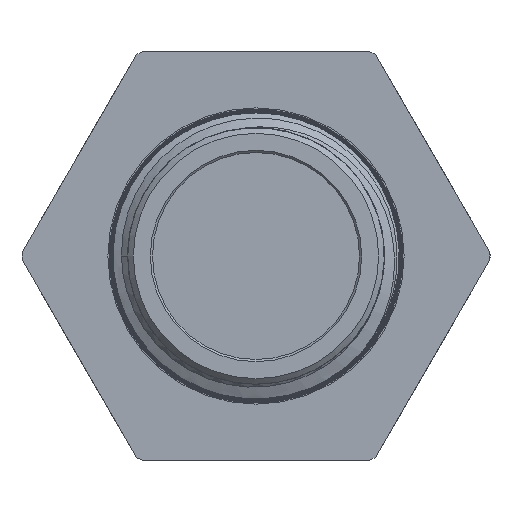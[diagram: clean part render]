
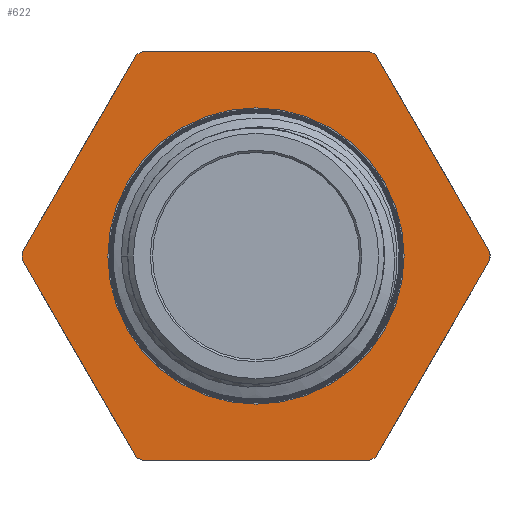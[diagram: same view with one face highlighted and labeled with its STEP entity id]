
A CAD part, left-side view. The second image highlights one B-rep face of the part: STEP entity #622.
In plain terms, the highlighted planar face has unit normal (-1, 0, 0).
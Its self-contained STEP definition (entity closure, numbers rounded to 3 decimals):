
#36=LINE('',#7950,#54);
#40=LINE('',#7975,#58);
#43=LINE('',#7990,#61);
#46=LINE('',#8005,#64);
#49=LINE('',#8020,#67);
#52=LINE('',#8035,#70);
#54=VECTOR('',#745,10.);
#58=VECTOR('',#751,10.);
#61=VECTOR('',#756,10.);
#64=VECTOR('',#761,10.);
#67=VECTOR('',#766,10.);
#70=VECTOR('',#771,10.);
#80=PLANE('',#689);
#96=FACE_BOUND('',#179,.T.);
#133=FACE_OUTER_BOUND('',#178,.T.);
#178=EDGE_LOOP('',(#532,#533,#534,#535,#536,#537,#538,#539,#540,#541,#542,
#543));
#179=EDGE_LOOP('',(#544));
#218=CIRCLE('',#680,21.525);
#219=CIRCLE('',#682,21.525);
#220=CIRCLE('',#684,21.525);
#221=CIRCLE('',#686,21.525);
#222=CIRCLE('',#688,21.525);
#223=CIRCLE('',#690,21.525);
#224=CIRCLE('',#691,13.625);
#282=VERTEX_POINT('',#7948);
#283=VERTEX_POINT('',#7949);
#290=VERTEX_POINT('',#7972);
#291=VERTEX_POINT('',#7974);
#295=VERTEX_POINT('',#7987);
#296=VERTEX_POINT('',#7989);
#300=VERTEX_POINT('',#8002);
#301=VERTEX_POINT('',#8004);
#305=VERTEX_POINT('',#8017);
#306=VERTEX_POINT('',#8019);
#310=VERTEX_POINT('',#8032);
#311=VERTEX_POINT('',#8034);
#312=VERTEX_POINT('',#8064);
#352=EDGE_CURVE('',#282,#283,#36,.T.);
#360=EDGE_CURVE('',#291,#290,#40,.T.);
#365=EDGE_CURVE('',#296,#295,#43,.T.);
#370=EDGE_CURVE('',#301,#300,#46,.T.);
#375=EDGE_CURVE('',#306,#305,#49,.T.);
#380=EDGE_CURVE('',#311,#310,#52,.T.);
#392=EDGE_CURVE('',#311,#300,#218,.T.);
#393=EDGE_CURVE('',#301,#295,#219,.T.);
#394=EDGE_CURVE('',#296,#283,#220,.T.);
#395=EDGE_CURVE('',#306,#290,#221,.T.);
#396=EDGE_CURVE('',#291,#310,#222,.T.);
#397=EDGE_CURVE('',#282,#305,#223,.T.);
#398=EDGE_CURVE('',#312,#312,#224,.T.);
#532=ORIENTED_EDGE('',*,*,#352,.T.);
#533=ORIENTED_EDGE('',*,*,#394,.F.);
#534=ORIENTED_EDGE('',*,*,#365,.T.);
#535=ORIENTED_EDGE('',*,*,#393,.F.);
#536=ORIENTED_EDGE('',*,*,#370,.T.);
#537=ORIENTED_EDGE('',*,*,#392,.F.);
#538=ORIENTED_EDGE('',*,*,#380,.T.);
#539=ORIENTED_EDGE('',*,*,#396,.F.);
#540=ORIENTED_EDGE('',*,*,#360,.T.);
#541=ORIENTED_EDGE('',*,*,#395,.F.);
#542=ORIENTED_EDGE('',*,*,#375,.T.);
#543=ORIENTED_EDGE('',*,*,#397,.F.);
#544=ORIENTED_EDGE('',*,*,#398,.T.);
#622=ADVANCED_FACE('',(#133,#96),#80,.T.);
#680=AXIS2_PLACEMENT_3D('',#8053,#805,#806);
#682=AXIS2_PLACEMENT_3D('',#8055,#809,#810);
#684=AXIS2_PLACEMENT_3D('',#8057,#813,#814);
#686=AXIS2_PLACEMENT_3D('',#8059,#817,#818);
#688=AXIS2_PLACEMENT_3D('',#8061,#821,#822);
#689=AXIS2_PLACEMENT_3D('',#8062,#823,#824);
#690=AXIS2_PLACEMENT_3D('',#8063,#825,#826);
#691=AXIS2_PLACEMENT_3D('',#8065,#827,#828);
#745=DIRECTION('',(0.,0.5,-0.866));
#751=DIRECTION('',(0.,0.5,0.866));
#756=DIRECTION('',(0.,-0.5,-0.866));
#761=DIRECTION('',(0.,-1.,0.));
#766=DIRECTION('',(0.,1.,0.));
#771=DIRECTION('',(0.,-0.5,0.866));
#805=DIRECTION('center_axis',(1.,0.,0.));
#806=DIRECTION('ref_axis',(0.,0.,-1.));
#809=DIRECTION('center_axis',(1.,0.,0.));
#810=DIRECTION('ref_axis',(0.,0.,-1.));
#813=DIRECTION('center_axis',(1.,0.,0.));
#814=DIRECTION('ref_axis',(0.,0.,-1.));
#817=DIRECTION('center_axis',(1.,0.,0.));
#818=DIRECTION('ref_axis',(0.,0.,-1.));
#821=DIRECTION('center_axis',(1.,0.,0.));
#822=DIRECTION('ref_axis',(0.,0.,-1.));
#823=DIRECTION('center_axis',(-1.,0.,0.));
#824=DIRECTION('ref_axis',(0.,0.,1.));
#825=DIRECTION('center_axis',(1.,0.,0.));
#826=DIRECTION('ref_axis',(0.,0.,-1.));
#827=DIRECTION('center_axis',(1.,0.,0.));
#828=DIRECTION('ref_axis',(0.,0.,-1.));
#7948=CARTESIAN_POINT('',(-27.,11.04,18.478));
#7949=CARTESIAN_POINT('',(-27.,21.523,0.322));
#7950=CARTESIAN_POINT('',(-27.,21.593,0.201));
#7972=CARTESIAN_POINT('',(-27.,-11.04,18.478));
#7974=CARTESIAN_POINT('',(-27.,-21.523,0.322));
#7975=CARTESIAN_POINT('',(-27.,-10.97,18.599));
#7987=CARTESIAN_POINT('',(-27.,11.04,-18.478));
#7989=CARTESIAN_POINT('',(-27.,21.523,-0.322));
#7990=CARTESIAN_POINT('',(-27.,16.351,-9.279));
#8002=CARTESIAN_POINT('',(-27.,-10.483,-18.8));
#8004=CARTESIAN_POINT('',(-27.,10.483,-18.8));
#8005=CARTESIAN_POINT('',(-27.,5.521,-18.8));
#8017=CARTESIAN_POINT('',(-27.,10.483,18.8));
#8019=CARTESIAN_POINT('',(-27.,-10.483,18.8));
#8020=CARTESIAN_POINT('',(-27.,16.004,18.8));
#8032=CARTESIAN_POINT('',(-27.,-21.523,-0.322));
#8034=CARTESIAN_POINT('',(-27.,-11.04,-18.478));
#8035=CARTESIAN_POINT('',(-27.,-16.211,-9.521));
#8053=CARTESIAN_POINT('Origin',(-27.,0.,0.));
#8055=CARTESIAN_POINT('Origin',(-27.,0.,0.));
#8057=CARTESIAN_POINT('Origin',(-27.,0.,0.));
#8059=CARTESIAN_POINT('Origin',(-27.,0.,0.));
#8061=CARTESIAN_POINT('Origin',(-27.,0.,0.));
#8062=CARTESIAN_POINT('Origin',(-27.,21.525,0.));
#8063=CARTESIAN_POINT('Origin',(-27.,0.,0.));
#8064=CARTESIAN_POINT('',(-27.,13.625,0.));
#8065=CARTESIAN_POINT('Origin',(-27.,0.,0.));
